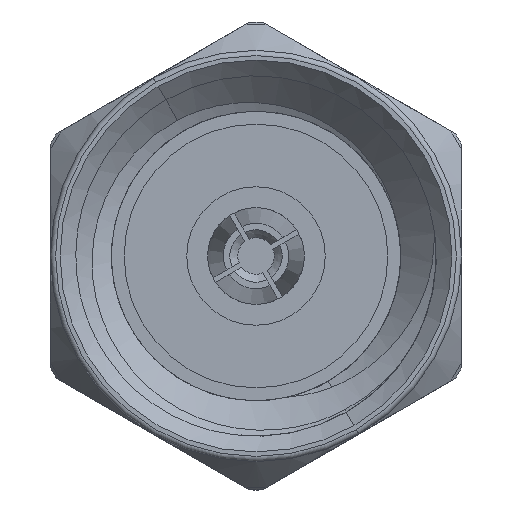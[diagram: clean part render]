
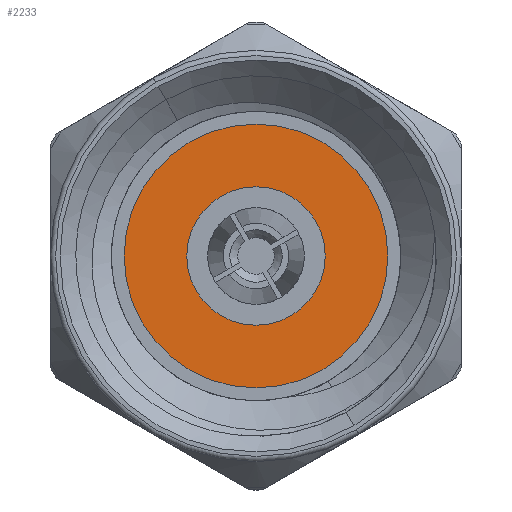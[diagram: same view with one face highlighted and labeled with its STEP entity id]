
A CAD part, left-side view. The second image highlights one B-rep face of the part: STEP entity #2233.
In plain terms, the highlighted planar face has unit normal (-1, 0, 0).
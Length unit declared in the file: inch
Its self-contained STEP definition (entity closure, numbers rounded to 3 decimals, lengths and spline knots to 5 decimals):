
#80 = DIRECTION ( 'NONE',  ( -1., 0., 0. ) ) ;
#189 = CARTESIAN_POINT ( 'NONE',  ( 0.20011, 0., 0. ) ) ;
#295 = DIRECTION ( 'NONE',  ( 1., 0., 0. ) ) ;
#903 = DIRECTION ( 'NONE',  ( -1., 0., 0. ) ) ;
#1378 = CARTESIAN_POINT ( 'NONE',  ( 0.20011, 0.01325, 0.02295 ) ) ;
#1444 = CARTESIAN_POINT ( 'NONE',  ( 0.20011, 0., 0. ) ) ;
#1746 = CIRCLE ( 'NONE', #1965, 0.0265 ) ;
#1756 = CARTESIAN_POINT ( 'NONE',  ( 0.20011, -0.02525, -0.04373 ) ) ;
#1965 = AXIS2_PLACEMENT_3D ( 'NONE', #7963, #903, #5398 ) ;
#2165 = CARTESIAN_POINT ( 'NONE',  ( 0.20011, -0.01325, -0.02295 ) ) ;
#2233 = ADVANCED_FACE ( 'NONE', ( #2471, #6067 ), #4884, .F. ) ;
#2437 = CIRCLE ( 'NONE', #4482, 0.0265 ) ;
#2471 = FACE_BOUND ( 'NONE', #6432, .T. ) ;
#2670 = ORIENTED_EDGE ( 'NONE', *, *, #3028, .T. ) ;
#2724 = VERTEX_POINT ( 'NONE', #1378 ) ;
#2932 = EDGE_LOOP ( 'NONE', ( #3368, #2670 ) ) ;
#3028 = EDGE_CURVE ( 'NONE', #7824, #7409, #8042, .T. ) ;
#3036 = AXIS2_PLACEMENT_3D ( 'NONE', #3583, #295, #6095 ) ;
#3368 = ORIENTED_EDGE ( 'NONE', *, *, #6885, .T. ) ;
#3583 = CARTESIAN_POINT ( 'NONE',  ( 0.20011, 0.04373, -0.02525 ) ) ;
#3867 = CIRCLE ( 'NONE', #7032, 0.0505 ) ;
#3945 = DIRECTION ( 'NONE',  ( 0., 0.5, 0.866 ) ) ;
#3967 = DIRECTION ( 'NONE',  ( -1., 0., 0. ) ) ;
#4023 = AXIS2_PLACEMENT_3D ( 'NONE', #189, #7907, #6581 ) ;
#4482 = AXIS2_PLACEMENT_3D ( 'NONE', #1444, #80, #4614 ) ;
#4489 = CARTESIAN_POINT ( 'NONE',  ( 0.20011, 0.02525, 0.04373 ) ) ;
#4614 = DIRECTION ( 'NONE',  ( 0., 0.5, 0.866 ) ) ;
#4884 = PLANE ( 'NONE',  #3036 ) ;
#5224 = ORIENTED_EDGE ( 'NONE', *, *, #6416, .F. ) ;
#5398 = DIRECTION ( 'NONE',  ( 0., 0.5, 0.866 ) ) ;
#6067 = FACE_OUTER_BOUND ( 'NONE', #2932, .T. ) ;
#6095 = DIRECTION ( 'NONE',  ( 0., -0.5, -0.866 ) ) ;
#6416 = EDGE_CURVE ( 'NONE', #2724, #8246, #1746, .T. ) ;
#6432 = EDGE_LOOP ( 'NONE', ( #5224, #7816 ) ) ;
#6581 = DIRECTION ( 'NONE',  ( 0., 0.5, 0.866 ) ) ;
#6885 = EDGE_CURVE ( 'NONE', #7409, #7824, #3867, .T. ) ;
#7032 = AXIS2_PLACEMENT_3D ( 'NONE', #7743, #3967, #3945 ) ;
#7409 = VERTEX_POINT ( 'NONE', #4489 ) ;
#7743 = CARTESIAN_POINT ( 'NONE',  ( 0.20011, 0., 0. ) ) ;
#7816 = ORIENTED_EDGE ( 'NONE', *, *, #8083, .F. ) ;
#7824 = VERTEX_POINT ( 'NONE', #1756 ) ;
#7907 = DIRECTION ( 'NONE',  ( -1., 0., 0. ) ) ;
#7963 = CARTESIAN_POINT ( 'NONE',  ( 0.20011, 0., 0. ) ) ;
#8042 = CIRCLE ( 'NONE', #4023, 0.0505 ) ;
#8083 = EDGE_CURVE ( 'NONE', #8246, #2724, #2437, .T. ) ;
#8246 = VERTEX_POINT ( 'NONE', #2165 ) ;
